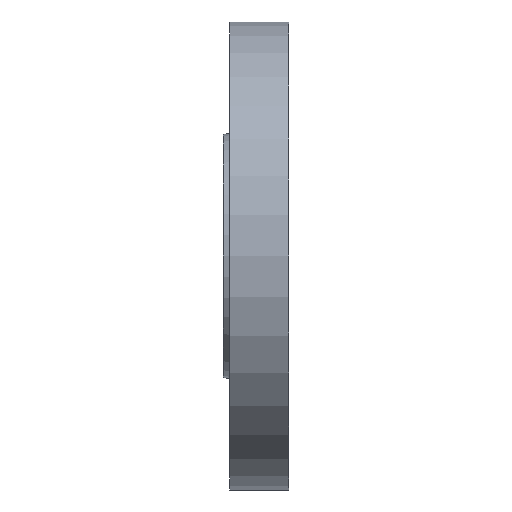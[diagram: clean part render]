
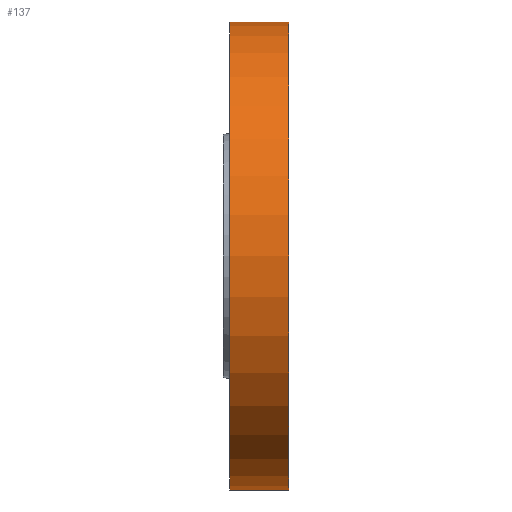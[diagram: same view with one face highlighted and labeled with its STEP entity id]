
A CAD part, left-side view. The second image highlights one B-rep face of the part: STEP entity #137.
In plain terms, the highlighted cylindrical face has radius 115 mm (diameter 230 mm), a partial arc.
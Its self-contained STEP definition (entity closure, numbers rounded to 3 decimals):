
#8 = DIRECTION ( 'NONE',  ( 0., 0., -1. ) ) ;
#25 = CARTESIAN_POINT ( 'NONE',  ( 0., 0., -115. ) ) ;
#73 = FACE_OUTER_BOUND ( 'NONE', #707, .T. ) ;
#88 = DIRECTION ( 'NONE',  ( 0., 1., 0. ) ) ;
#117 = DIRECTION ( 'NONE',  ( 0., -1., 0. ) ) ;
#137 = ADVANCED_FACE ( 'NONE', ( #73 ), #846, .T. ) ;
#144 = ORIENTED_EDGE ( 'NONE', *, *, #402, .T. ) ;
#156 = CARTESIAN_POINT ( 'NONE',  ( 0., 0., 0. ) ) ;
#179 = VERTEX_POINT ( 'NONE', #25 ) ;
#201 = ORIENTED_EDGE ( 'NONE', *, *, #552, .T. ) ;
#229 = VERTEX_POINT ( 'NONE', #278 ) ;
#247 = LINE ( 'NONE', #299, #571 ) ;
#256 = DIRECTION ( 'NONE',  ( 0., -1., 0. ) ) ;
#276 = DIRECTION ( 'NONE',  ( 0., 0., 1. ) ) ;
#278 = CARTESIAN_POINT ( 'NONE',  ( 0., 29., 115. ) ) ;
#299 = CARTESIAN_POINT ( 'NONE',  ( 0., 29., -115. ) ) ;
#307 = CIRCLE ( 'NONE', #429, 115. ) ;
#335 = DIRECTION ( 'NONE',  ( 0., -1., 0. ) ) ;
#391 = VERTEX_POINT ( 'NONE', #427 ) ;
#402 = EDGE_CURVE ( 'NONE', #391, #179, #247, .T. ) ;
#420 = CARTESIAN_POINT ( 'NONE',  ( 0., 29., 0. ) ) ;
#427 = CARTESIAN_POINT ( 'NONE',  ( 0., 29., -115. ) ) ;
#429 = AXIS2_PLACEMENT_3D ( 'NONE', #156, #88, #276 ) ;
#453 = AXIS2_PLACEMENT_3D ( 'NONE', #590, #335, #8 ) ;
#496 = CARTESIAN_POINT ( 'NONE',  ( 0., 0., 115. ) ) ;
#524 = EDGE_CURVE ( 'NONE', #391, #229, #822, .T. ) ;
#552 = EDGE_CURVE ( 'NONE', #179, #650, #307, .T. ) ;
#571 = VECTOR ( 'NONE', #117, 1000. ) ;
#574 = ORIENTED_EDGE ( 'NONE', *, *, #524, .F. ) ;
#583 = CARTESIAN_POINT ( 'NONE',  ( 0., 29., 115. ) ) ;
#590 = CARTESIAN_POINT ( 'NONE',  ( 0., 29., 0. ) ) ;
#650 = VERTEX_POINT ( 'NONE', #496 ) ;
#663 = DIRECTION ( 'NONE',  ( 0., 1., 0. ) ) ;
#677 = DIRECTION ( 'NONE',  ( 0., 0., 1. ) ) ;
#685 = AXIS2_PLACEMENT_3D ( 'NONE', #420, #663, #677 ) ;
#707 = EDGE_LOOP ( 'NONE', ( #753, #574, #144, #201 ) ) ;
#709 = LINE ( 'NONE', #583, #798 ) ;
#753 = ORIENTED_EDGE ( 'NONE', *, *, #834, .F. ) ;
#798 = VECTOR ( 'NONE', #256, 1000. ) ;
#822 = CIRCLE ( 'NONE', #685, 115. ) ;
#834 = EDGE_CURVE ( 'NONE', #229, #650, #709, .T. ) ;
#846 = CYLINDRICAL_SURFACE ( 'NONE', #453, 115. ) ;
